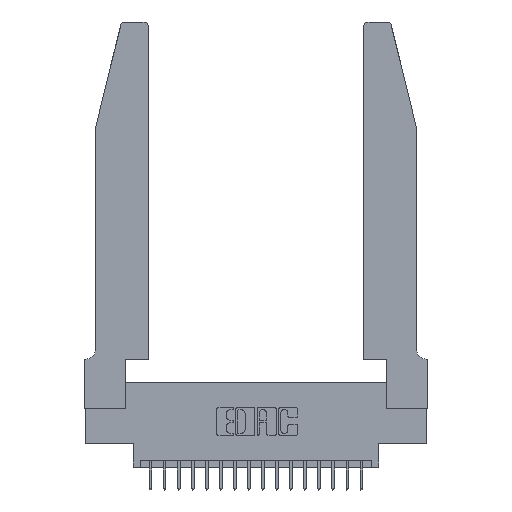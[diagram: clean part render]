
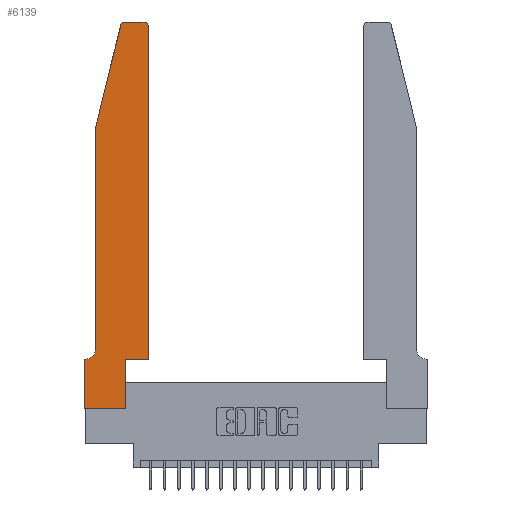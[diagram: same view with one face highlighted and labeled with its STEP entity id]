
A CAD part, top view. The second image highlights one B-rep face of the part: STEP entity #6139.
In plain terms, the highlighted planar face has unit normal (0, 0, 1).
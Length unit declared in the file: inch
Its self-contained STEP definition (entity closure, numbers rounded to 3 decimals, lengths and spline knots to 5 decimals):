
#181 = VERTEX_POINT ( 'NONE', #4793 ) ;
#220 = VERTEX_POINT ( 'NONE', #15050 ) ;
#269 = ORIENTED_EDGE ( 'NONE', *, *, #19670, .T. ) ;
#602 = CIRCLE ( 'NONE', #14610, 0.03 ) ;
#679 = CARTESIAN_POINT ( 'NONE',  ( 0.4505, 0.35, 0.37 ) ) ;
#764 = DIRECTION ( 'NONE',  ( -1., 0., 0. ) ) ;
#825 = CARTESIAN_POINT ( 'NONE',  ( 0., 0., 0.37 ) ) ;
#869 = CARTESIAN_POINT ( 'NONE',  ( 0.2605, 2.75, 0.37 ) ) ;
#889 = DIRECTION ( 'NONE',  ( -1., 0., 0. ) ) ;
#1008 = VERTEX_POINT ( 'NONE', #9994 ) ;
#1187 = CARTESIAN_POINT ( 'NONE',  ( 0.25487, 2.72718, 0.37 ) ) ;
#1333 = VECTOR ( 'NONE', #17811, 39.37008 ) ;
#1432 = CARTESIAN_POINT ( 'NONE',  ( 0., 0., 0.37 ) ) ;
#1669 = EDGE_CURVE ( 'NONE', #5350, #1008, #6017, .T. ) ;
#2139 = EDGE_CURVE ( 'NONE', #181, #19467, #11341, .T. ) ;
#2296 = ORIENTED_EDGE ( 'NONE', *, *, #9979, .T. ) ;
#2456 = DIRECTION ( 'NONE',  ( 1., 0., 0. ) ) ;
#2604 = DIRECTION ( 'NONE',  ( 0., -1., 0. ) ) ;
#2827 = DIRECTION ( 'NONE',  ( -0.239, -0.971, 0. ) ) ;
#2876 = EDGE_LOOP ( 'NONE', ( #12804, #7698, #12638, #2296, #4819, #7915, #269, #17926, #6447, #8875, #8148, #18044 ) ) ;
#3088 = DIRECTION ( 'NONE',  ( 0., 0., 1. ) ) ;
#3935 = VERTEX_POINT ( 'NONE', #1187 ) ;
#4000 = VECTOR ( 'NONE', #4060, 39.37008 ) ;
#4060 = DIRECTION ( 'NONE',  ( 0., 1., 0. ) ) ;
#4632 = CARTESIAN_POINT ( 'NONE',  ( 0.0755, 2., 0.37 ) ) ;
#4793 = CARTESIAN_POINT ( 'NONE',  ( 0.4205, 2.75, 0.37 ) ) ;
#4819 = ORIENTED_EDGE ( 'NONE', *, *, #12178, .T. ) ;
#4878 = VERTEX_POINT ( 'NONE', #18063 ) ;
#5350 = VERTEX_POINT ( 'NONE', #1432 ) ;
#5643 = LINE ( 'NONE', #14582, #14126 ) ;
#6017 = LINE ( 'NONE', #11214, #1333 ) ;
#6139 = ADVANCED_FACE ( 'NONE', ( #7494 ), #9312, .T. ) ;
#6238 = EDGE_CURVE ( 'NONE', #19467, #3935, #602, .T. ) ;
#6447 = ORIENTED_EDGE ( 'NONE', *, *, #20539, .T. ) ;
#6500 = DIRECTION ( 'NONE',  ( 0., 0., -1. ) ) ;
#7494 = FACE_OUTER_BOUND ( 'NONE', #2876, .T. ) ;
#7698 = ORIENTED_EDGE ( 'NONE', *, *, #6238, .T. ) ;
#7915 = ORIENTED_EDGE ( 'NONE', *, *, #9783, .T. ) ;
#8148 = ORIENTED_EDGE ( 'NONE', *, *, #11677, .T. ) ;
#8314 = LINE ( 'NONE', #825, #16063 ) ;
#8441 = VERTEX_POINT ( 'NONE', #13176 ) ;
#8585 = CARTESIAN_POINT ( 'NONE',  ( 0.4205, 2.72, 0.37 ) ) ;
#8875 = ORIENTED_EDGE ( 'NONE', *, *, #16499, .T. ) ;
#8963 = CARTESIAN_POINT ( 'NONE',  ( 0.284, 2.75, 0.37 ) ) ;
#9288 = VERTEX_POINT ( 'NONE', #679 ) ;
#9312 = PLANE ( 'NONE',  #13582 ) ;
#9783 = EDGE_CURVE ( 'NONE', #8441, #4878, #19265, .T. ) ;
#9979 = EDGE_CURVE ( 'NONE', #12139, #220, #15436, .T. ) ;
#9994 = CARTESIAN_POINT ( 'NONE',  ( 0.2865, 0., 0.37 ) ) ;
#10179 = DIRECTION ( 'NONE',  ( 1., 0., 0. ) ) ;
#10884 = CARTESIAN_POINT ( 'NONE',  ( 0.4505, 0.35, 0.37 ) ) ;
#11059 = CARTESIAN_POINT ( 'NONE',  ( 0.0755, 0.35, 0.37 ) ) ;
#11113 = CARTESIAN_POINT ( 'NONE',  ( 0.2865, 0.35, 0.37 ) ) ;
#11120 = VECTOR ( 'NONE', #889, 39.37008 ) ;
#11214 = CARTESIAN_POINT ( 'NONE',  ( 0., 0., 0.37 ) ) ;
#11341 = LINE ( 'NONE', #869, #14930 ) ;
#11351 = VECTOR ( 'NONE', #14578, 39.37008 ) ;
#11373 = VERTEX_POINT ( 'NONE', #15548 ) ;
#11541 = EDGE_CURVE ( 'NONE', #3935, #12139, #20662, .T. ) ;
#11677 = EDGE_CURVE ( 'NONE', #9288, #11373, #5643, .T. ) ;
#12139 = VERTEX_POINT ( 'NONE', #15798 ) ;
#12178 = EDGE_CURVE ( 'NONE', #220, #8441, #17695, .T. ) ;
#12410 = DIRECTION ( 'NONE',  ( 0., 0., 1. ) ) ;
#12423 = DIRECTION ( 'NONE',  ( 1., 0., 0. ) ) ;
#12477 = VECTOR ( 'NONE', #2827, 39.37008 ) ;
#12638 = ORIENTED_EDGE ( 'NONE', *, *, #11541, .T. ) ;
#12804 = ORIENTED_EDGE ( 'NONE', *, *, #2139, .T. ) ;
#12945 = CARTESIAN_POINT ( 'NONE',  ( 0.284, 2.72, 0.37 ) ) ;
#13048 = CARTESIAN_POINT ( 'NONE',  ( 0.0755, 2., 0.37 ) ) ;
#13176 = CARTESIAN_POINT ( 'NONE',  ( 0.0055, 0.35, 0.37 ) ) ;
#13582 = AXIS2_PLACEMENT_3D ( 'NONE', #20071, #12410, #2456 ) ;
#13660 = AXIS2_PLACEMENT_3D ( 'NONE', #8585, #19365, #10179 ) ;
#13689 = AXIS2_PLACEMENT_3D ( 'NONE', #15925, #6500, #17438 ) ;
#14126 = VECTOR ( 'NONE', #19150, 39.37008 ) ;
#14466 = DIRECTION ( 'NONE',  ( 1., 0., 0. ) ) ;
#14578 = DIRECTION ( 'NONE',  ( 0., -1., 0. ) ) ;
#14582 = CARTESIAN_POINT ( 'NONE',  ( 0.4505, 0.35, 0.37 ) ) ;
#14610 = AXIS2_PLACEMENT_3D ( 'NONE', #12945, #3088, #14466 ) ;
#14930 = VECTOR ( 'NONE', #764, 39.37008 ) ;
#15050 = CARTESIAN_POINT ( 'NONE',  ( 0.0755, 0.42, 0.37 ) ) ;
#15436 = LINE ( 'NONE', #13048, #11351 ) ;
#15548 = CARTESIAN_POINT ( 'NONE',  ( 0.4505, 2.72, 0.37 ) ) ;
#15798 = CARTESIAN_POINT ( 'NONE',  ( 0.0755, 2., 0.37 ) ) ;
#15925 = CARTESIAN_POINT ( 'NONE',  ( 0.0055, 0.42, 0.37 ) ) ;
#15997 = VERTEX_POINT ( 'NONE', #11113 ) ;
#16063 = VECTOR ( 'NONE', #2604, 39.37008 ) ;
#16091 = CIRCLE ( 'NONE', #13660, 0.03 ) ;
#16499 = EDGE_CURVE ( 'NONE', #15997, #9288, #16717, .T. ) ;
#16717 = LINE ( 'NONE', #10884, #20343 ) ;
#16849 = CARTESIAN_POINT ( 'NONE',  ( 0.2865, 0.35, 0.37 ) ) ;
#17438 = DIRECTION ( 'NONE',  ( -1., 0., 0. ) ) ;
#17695 = CIRCLE ( 'NONE', #13689, 0.07 ) ;
#17811 = DIRECTION ( 'NONE',  ( 1., 0., 0. ) ) ;
#17926 = ORIENTED_EDGE ( 'NONE', *, *, #1669, .T. ) ;
#18044 = ORIENTED_EDGE ( 'NONE', *, *, #19915, .T. ) ;
#18063 = CARTESIAN_POINT ( 'NONE',  ( 0., 0.35, 0.37 ) ) ;
#19150 = DIRECTION ( 'NONE',  ( 0., 1., 0. ) ) ;
#19265 = LINE ( 'NONE', #11059, #11120 ) ;
#19365 = DIRECTION ( 'NONE',  ( 0., 0., 1. ) ) ;
#19467 = VERTEX_POINT ( 'NONE', #8963 ) ;
#19670 = EDGE_CURVE ( 'NONE', #4878, #5350, #8314, .T. ) ;
#19915 = EDGE_CURVE ( 'NONE', #11373, #181, #16091, .T. ) ;
#20071 = CARTESIAN_POINT ( 'NONE',  ( 0., 0.35, 0.37 ) ) ;
#20343 = VECTOR ( 'NONE', #12423, 39.37008 ) ;
#20391 = LINE ( 'NONE', #16849, #4000 ) ;
#20539 = EDGE_CURVE ( 'NONE', #1008, #15997, #20391, .T. ) ;
#20662 = LINE ( 'NONE', #4632, #12477 ) ;
